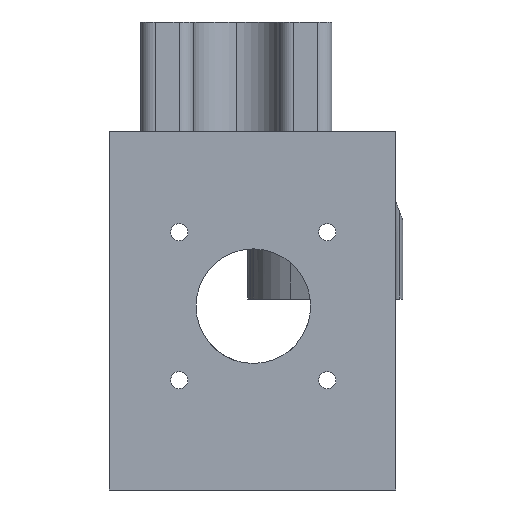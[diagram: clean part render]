
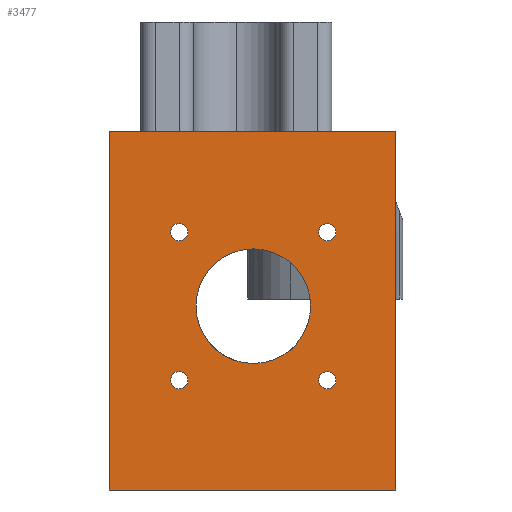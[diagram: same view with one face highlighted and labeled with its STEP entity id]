
A CAD part, front view. The second image highlights one B-rep face of the part: STEP entity #3477.
In plain terms, the highlighted face is planar.
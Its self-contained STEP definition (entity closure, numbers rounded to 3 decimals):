
#4 = VECTOR ( 'NONE', #2297, 1000. ) ;
#45 = EDGE_LOOP ( 'NONE', ( #4072, #3109 ) ) ;
#56 = FACE_BOUND ( 'NONE', #45, .T. ) ;
#67 = VERTEX_POINT ( 'NONE', #239 ) ;
#122 = EDGE_CURVE ( 'NONE', #707, #2590, #4797, .T. ) ;
#190 = EDGE_CURVE ( 'NONE', #3222, #2544, #3858, .T. ) ;
#202 = AXIS2_PLACEMENT_3D ( 'NONE', #1947, #5240, #4044 ) ;
#206 = EDGE_LOOP ( 'NONE', ( #307, #5258 ) ) ;
#213 = ORIENTED_EDGE ( 'NONE', *, *, #4383, .T. ) ;
#219 = DIRECTION ( 'NONE',  ( 0., 1., 0. ) ) ;
#239 = CARTESIAN_POINT ( 'NONE',  ( 18.168, -48.999, 37.5 ) ) ;
#266 = DIRECTION ( 'NONE',  ( -1., 0., 0. ) ) ;
#307 = ORIENTED_EDGE ( 'NONE', *, *, #735, .T. ) ;
#328 = EDGE_CURVE ( 'NONE', #67, #364, #1358, .T. ) ;
#339 = ORIENTED_EDGE ( 'NONE', *, *, #4027, .T. ) ;
#364 = VERTEX_POINT ( 'NONE', #738 ) ;
#368 = DIRECTION ( 'NONE',  ( 0., 0., -1. ) ) ;
#404 = CIRCLE ( 'NONE', #4430, 1.8 ) ;
#405 = DIRECTION ( 'NONE',  ( 1., 0., 0. ) ) ;
#441 = VERTEX_POINT ( 'NONE', #1361 ) ;
#510 = ORIENTED_EDGE ( 'NONE', *, *, #3252, .F. ) ;
#513 = AXIS2_PLACEMENT_3D ( 'NONE', #4861, #752, #405 ) ;
#537 = CARTESIAN_POINT ( 'NONE',  ( 60., -87.5, 37.5 ) ) ;
#612 = EDGE_LOOP ( 'NONE', ( #339, #2864 ) ) ;
#673 = EDGE_CURVE ( 'NONE', #2048, #3351, #1045, .T. ) ;
#707 = VERTEX_POINT ( 'NONE', #2766 ) ;
#719 = CARTESIAN_POINT ( 'NONE',  ( 60., -87.5, 37.5 ) ) ;
#735 = EDGE_CURVE ( 'NONE', #4568, #5097, #404, .T. ) ;
#738 = CARTESIAN_POINT ( 'NONE',  ( 42.168, -48.999, 37.5 ) ) ;
#752 = DIRECTION ( 'NONE',  ( 0., 0., -1. ) ) ;
#807 = CARTESIAN_POINT ( 'NONE',  ( 43.868, -64.499, 37.5 ) ) ;
#894 = CARTESIAN_POINT ( 'NONE',  ( 0., -12.5, 37.5 ) ) ;
#1045 = CIRCLE ( 'NONE', #4064, 1.8 ) ;
#1060 = VERTEX_POINT ( 'NONE', #2475 ) ;
#1063 = CIRCLE ( 'NONE', #513, 1.8 ) ;
#1110 = VECTOR ( 'NONE', #1848, 1000. ) ;
#1129 = FACE_BOUND ( 'NONE', #2972, .T. ) ;
#1133 = DIRECTION ( 'NONE',  ( 0., 0., 1. ) ) ;
#1142 = ORIENTED_EDGE ( 'NONE', *, *, #122, .T. ) ;
#1184 = DIRECTION ( 'NONE',  ( 0., 0., -1. ) ) ;
#1227 = CARTESIAN_POINT ( 'NONE',  ( 16.468, -33.499, 37.5 ) ) ;
#1358 = CIRCLE ( 'NONE', #1420, 12. ) ;
#1361 = CARTESIAN_POINT ( 'NONE',  ( 43.868, -33.499, 37.5 ) ) ;
#1420 = AXIS2_PLACEMENT_3D ( 'NONE', #3607, #1133, #4853 ) ;
#1467 = DIRECTION ( 'NONE',  ( 1., 0., 0. ) ) ;
#1498 = CARTESIAN_POINT ( 'NONE',  ( 14.668, -64.499, 37.5 ) ) ;
#1504 = CARTESIAN_POINT ( 'NONE',  ( 14.668, -33.499, 37.5 ) ) ;
#1507 = DIRECTION ( 'NONE',  ( -1., 0., 0. ) ) ;
#1547 = DIRECTION ( 'NONE',  ( 1., 0., 0. ) ) ;
#1570 = EDGE_LOOP ( 'NONE', ( #3862, #2598, #4248, #1142 ) ) ;
#1580 = DIRECTION ( 'NONE',  ( 1., 0., 0. ) ) ;
#1801 = CARTESIAN_POINT ( 'NONE',  ( 12.868, -64.499, 37.5 ) ) ;
#1834 = AXIS2_PLACEMENT_3D ( 'NONE', #3917, #5153, #1507 ) ;
#1848 = DIRECTION ( 'NONE',  ( -1., 0., 0. ) ) ;
#1898 = AXIS2_PLACEMENT_3D ( 'NONE', #1504, #2301, #1467 ) ;
#1900 = CARTESIAN_POINT ( 'NONE',  ( 60., -87.5, 37.5 ) ) ;
#1947 = CARTESIAN_POINT ( 'NONE',  ( 45.668, -33.499, 37.5 ) ) ;
#1964 = FACE_BOUND ( 'NONE', #206, .T. ) ;
#1981 = CARTESIAN_POINT ( 'NONE',  ( 45.668, -64.499, 37.5 ) ) ;
#2037 = EDGE_CURVE ( 'NONE', #441, #2366, #3788, .T. ) ;
#2048 = VERTEX_POINT ( 'NONE', #807 ) ;
#2088 = PLANE ( 'NONE',  #2714 ) ;
#2120 = LINE ( 'NONE', #537, #3739 ) ;
#2141 = CARTESIAN_POINT ( 'NONE',  ( 47.468, -64.499, 37.5 ) ) ;
#2282 = EDGE_CURVE ( 'NONE', #3099, #1060, #2120, .T. ) ;
#2297 = DIRECTION ( 'NONE',  ( 0., -1., 0. ) ) ;
#2301 = DIRECTION ( 'NONE',  ( 0., 0., -1. ) ) ;
#2319 = CARTESIAN_POINT ( 'NONE',  ( 0., -87.5, 37.5 ) ) ;
#2352 = CARTESIAN_POINT ( 'NONE',  ( 45.668, -64.499, 37.5 ) ) ;
#2366 = VERTEX_POINT ( 'NONE', #2838 ) ;
#2370 = DIRECTION ( 'NONE',  ( 1., 0., 0. ) ) ;
#2401 = CIRCLE ( 'NONE', #4536, 1.8 ) ;
#2475 = CARTESIAN_POINT ( 'NONE',  ( 0., -87.5, 37.5 ) ) ;
#2513 = LINE ( 'NONE', #2319, #4 ) ;
#2544 = VERTEX_POINT ( 'NONE', #1227 ) ;
#2590 = VERTEX_POINT ( 'NONE', #894 ) ;
#2598 = ORIENTED_EDGE ( 'NONE', *, *, #2282, .F. ) ;
#2656 = EDGE_CURVE ( 'NONE', #2366, #441, #2401, .T. ) ;
#2714 = AXIS2_PLACEMENT_3D ( 'NONE', #3726, #4914, #219 ) ;
#2766 = CARTESIAN_POINT ( 'NONE',  ( 60., -12.5, 37.5 ) ) ;
#2838 = CARTESIAN_POINT ( 'NONE',  ( 47.468, -33.499, 37.5 ) ) ;
#2853 = AXIS2_PLACEMENT_3D ( 'NONE', #2854, #368, #1580 ) ;
#2854 = CARTESIAN_POINT ( 'NONE',  ( 14.668, -33.499, 37.5 ) ) ;
#2864 = ORIENTED_EDGE ( 'NONE', *, *, #673, .T. ) ;
#2962 = FACE_BOUND ( 'NONE', #612, .T. ) ;
#2972 = EDGE_LOOP ( 'NONE', ( #213, #5031 ) ) ;
#2985 = DIRECTION ( 'NONE',  ( 0., 0., -1. ) ) ;
#3090 = EDGE_CURVE ( 'NONE', #2590, #1060, #2513, .T. ) ;
#3099 = VERTEX_POINT ( 'NONE', #1900 ) ;
#3109 = ORIENTED_EDGE ( 'NONE', *, *, #2037, .T. ) ;
#3155 = VECTOR ( 'NONE', #3369, 1000. ) ;
#3222 = VERTEX_POINT ( 'NONE', #3876 ) ;
#3252 = EDGE_CURVE ( 'NONE', #364, #67, #4585, .T. ) ;
#3351 = VERTEX_POINT ( 'NONE', #2141 ) ;
#3369 = DIRECTION ( 'NONE',  ( 0., -1., 0. ) ) ;
#3378 = DIRECTION ( 'NONE',  ( 1., 0., 0. ) ) ;
#3477 = ADVANCED_FACE ( 'NONE', ( #4258, #1129, #56, #2962, #1964, #5071 ), #2088, .F. ) ;
#3525 = CIRCLE ( 'NONE', #4045, 1.8 ) ;
#3599 = DIRECTION ( 'NONE',  ( 0., 0., -1. ) ) ;
#3607 = CARTESIAN_POINT ( 'NONE',  ( 30.168, -48.999, 37.5 ) ) ;
#3645 = DIRECTION ( 'NONE',  ( 1., 0., 0. ) ) ;
#3648 = CARTESIAN_POINT ( 'NONE',  ( 16.468, -64.499, 37.5 ) ) ;
#3726 = CARTESIAN_POINT ( 'NONE',  ( 67., -87.5, 37.5 ) ) ;
#3739 = VECTOR ( 'NONE', #266, 1000. ) ;
#3788 = CIRCLE ( 'NONE', #202, 1.8 ) ;
#3858 = CIRCLE ( 'NONE', #1898, 1.8 ) ;
#3862 = ORIENTED_EDGE ( 'NONE', *, *, #3090, .T. ) ;
#3876 = CARTESIAN_POINT ( 'NONE',  ( 12.868, -33.499, 37.5 ) ) ;
#3917 = CARTESIAN_POINT ( 'NONE',  ( 30.168, -48.999, 37.5 ) ) ;
#4027 = EDGE_CURVE ( 'NONE', #3351, #2048, #3525, .T. ) ;
#4044 = DIRECTION ( 'NONE',  ( 1., 0., 0. ) ) ;
#4045 = AXIS2_PLACEMENT_3D ( 'NONE', #1981, #1184, #3645 ) ;
#4064 = AXIS2_PLACEMENT_3D ( 'NONE', #2352, #4775, #2370 ) ;
#4072 = ORIENTED_EDGE ( 'NONE', *, *, #2656, .T. ) ;
#4248 = ORIENTED_EDGE ( 'NONE', *, *, #4281, .F. ) ;
#4258 = FACE_BOUND ( 'NONE', #5230, .T. ) ;
#4281 = EDGE_CURVE ( 'NONE', #707, #3099, #4458, .T. ) ;
#4383 = EDGE_CURVE ( 'NONE', #2544, #3222, #4999, .T. ) ;
#4430 = AXIS2_PLACEMENT_3D ( 'NONE', #1498, #3599, #1547 ) ;
#4458 = LINE ( 'NONE', #719, #3155 ) ;
#4464 = ORIENTED_EDGE ( 'NONE', *, *, #328, .F. ) ;
#4536 = AXIS2_PLACEMENT_3D ( 'NONE', #4606, #2985, #3378 ) ;
#4568 = VERTEX_POINT ( 'NONE', #3648 ) ;
#4585 = CIRCLE ( 'NONE', #1834, 12. ) ;
#4606 = CARTESIAN_POINT ( 'NONE',  ( 45.668, -33.499, 37.5 ) ) ;
#4656 = CARTESIAN_POINT ( 'NONE',  ( 60., -12.5, 37.5 ) ) ;
#4758 = EDGE_CURVE ( 'NONE', #5097, #4568, #1063, .T. ) ;
#4775 = DIRECTION ( 'NONE',  ( 0., 0., -1. ) ) ;
#4797 = LINE ( 'NONE', #4656, #1110 ) ;
#4853 = DIRECTION ( 'NONE',  ( -1., 0., 0. ) ) ;
#4861 = CARTESIAN_POINT ( 'NONE',  ( 14.668, -64.499, 37.5 ) ) ;
#4914 = DIRECTION ( 'NONE',  ( 0., 0., -1. ) ) ;
#4999 = CIRCLE ( 'NONE', #2853, 1.8 ) ;
#5031 = ORIENTED_EDGE ( 'NONE', *, *, #190, .T. ) ;
#5071 = FACE_OUTER_BOUND ( 'NONE', #1570, .T. ) ;
#5097 = VERTEX_POINT ( 'NONE', #1801 ) ;
#5153 = DIRECTION ( 'NONE',  ( 0., 0., 1. ) ) ;
#5230 = EDGE_LOOP ( 'NONE', ( #4464, #510 ) ) ;
#5240 = DIRECTION ( 'NONE',  ( 0., 0., -1. ) ) ;
#5258 = ORIENTED_EDGE ( 'NONE', *, *, #4758, .T. ) ;
